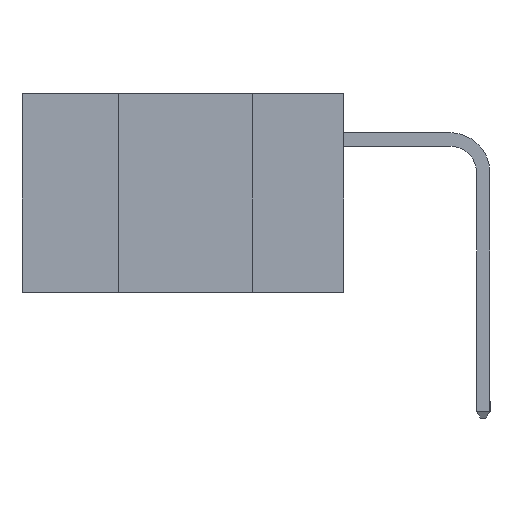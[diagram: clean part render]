
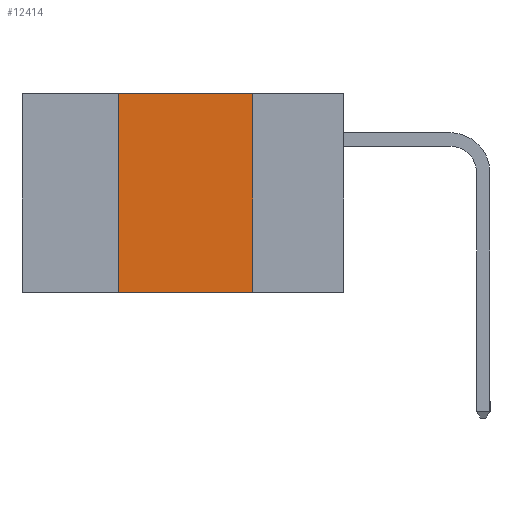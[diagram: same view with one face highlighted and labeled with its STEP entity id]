
A CAD part, left-side view. The second image highlights one B-rep face of the part: STEP entity #12414.
In plain terms, the highlighted planar face has unit normal (-1, 0, 0).
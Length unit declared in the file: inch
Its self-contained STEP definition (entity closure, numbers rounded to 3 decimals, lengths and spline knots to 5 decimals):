
#481 = ORIENTED_EDGE ( 'NONE', *, *, #14186, .F. ) ;
#562 = EDGE_CURVE ( 'NONE', #1079, #12935, #5091, .T. ) ;
#1001 = CARTESIAN_POINT ( 'NONE',  ( 0., 0.42, 0. ) ) ;
#1079 = VERTEX_POINT ( 'NONE', #11949 ) ;
#1500 = VECTOR ( 'NONE', #6532, 39.37008 ) ;
#2280 = EDGE_CURVE ( 'NONE', #10112, #12935, #12890, .T. ) ;
#2412 = EDGE_CURVE ( 'NONE', #6152, #1079, #6052, .T. ) ;
#3263 = ORIENTED_EDGE ( 'NONE', *, *, #2280, .T. ) ;
#3804 = EDGE_LOOP ( 'NONE', ( #9359, #6074, #481, #3263 ) ) ;
#4371 = CARTESIAN_POINT ( 'NONE',  ( 0., 0.42, -0.37 ) ) ;
#5091 = LINE ( 'NONE', #13320, #1500 ) ;
#5419 = CARTESIAN_POINT ( 'NONE',  ( 0., 0.17, -0.37 ) ) ;
#5793 = CARTESIAN_POINT ( 'NONE',  ( 0., 0.6, 0. ) ) ;
#6052 = LINE ( 'NONE', #12603, #15775 ) ;
#6074 = ORIENTED_EDGE ( 'NONE', *, *, #2412, .F. ) ;
#6152 = VERTEX_POINT ( 'NONE', #1001 ) ;
#6532 = DIRECTION ( 'NONE',  ( 0., 0., -1. ) ) ;
#6930 = DIRECTION ( 'NONE',  ( 0., 0., 1. ) ) ;
#7145 = DIRECTION ( 'NONE',  ( 0., 0., -1. ) ) ;
#8832 = VECTOR ( 'NONE', #6930, 39.37008 ) ;
#9359 = ORIENTED_EDGE ( 'NONE', *, *, #562, .F. ) ;
#9400 = VECTOR ( 'NONE', #16799, 39.37008 ) ;
#10112 = VERTEX_POINT ( 'NONE', #4371 ) ;
#11949 = CARTESIAN_POINT ( 'NONE',  ( 0., 0.17, 0. ) ) ;
#11987 = AXIS2_PLACEMENT_3D ( 'NONE', #5793, #15039, #7145 ) ;
#12093 = CARTESIAN_POINT ( 'NONE',  ( 0., 0.6, -0.37 ) ) ;
#12412 = DIRECTION ( 'NONE',  ( 0., -1., 0. ) ) ;
#12414 = ADVANCED_FACE ( 'NONE', ( #16704 ), #13706, .F. ) ;
#12603 = CARTESIAN_POINT ( 'NONE',  ( 0., 0.6, 0. ) ) ;
#12890 = LINE ( 'NONE', #12093, #9400 ) ;
#12935 = VERTEX_POINT ( 'NONE', #5419 ) ;
#13320 = CARTESIAN_POINT ( 'NONE',  ( 0., 0.17, -0.37 ) ) ;
#13475 = CARTESIAN_POINT ( 'NONE',  ( 0., 0.42, -0.37 ) ) ;
#13706 = PLANE ( 'NONE',  #11987 ) ;
#14186 = EDGE_CURVE ( 'NONE', #10112, #6152, #15828, .T. ) ;
#15039 = DIRECTION ( 'NONE',  ( 1., 0., 0. ) ) ;
#15775 = VECTOR ( 'NONE', #12412, 39.37008 ) ;
#15828 = LINE ( 'NONE', #13475, #8832 ) ;
#16704 = FACE_OUTER_BOUND ( 'NONE', #3804, .T. ) ;
#16799 = DIRECTION ( 'NONE',  ( 0., -1., 0. ) ) ;
